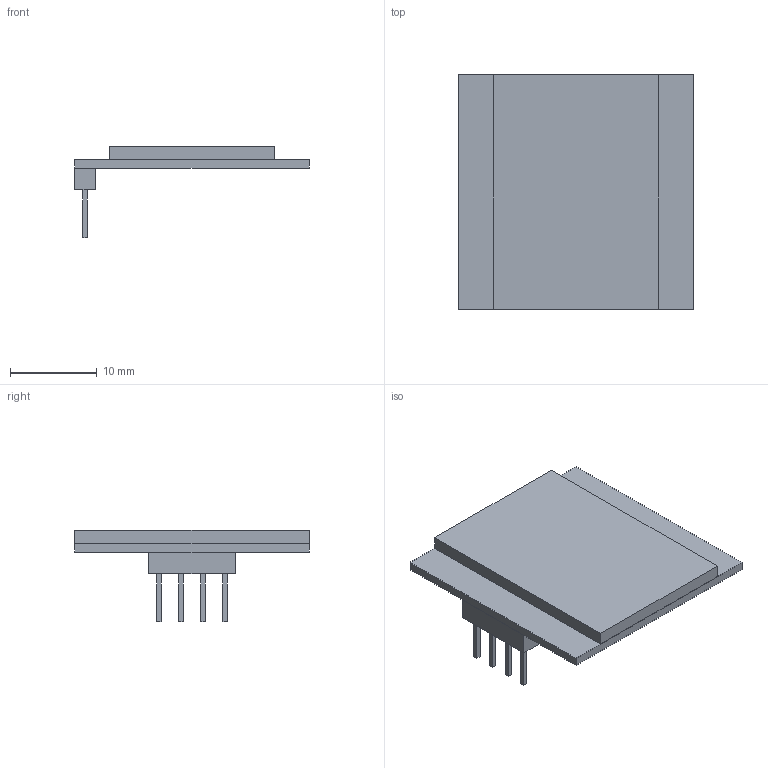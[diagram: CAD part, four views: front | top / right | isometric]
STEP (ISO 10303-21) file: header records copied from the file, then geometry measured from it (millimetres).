
FILE_DESCRIPTION(/* description */ (''),/* implementation_level */ '2;1');
FILE_NAME(/* name */ '3CM-SCREEN v7.step',/* time_stamp */ '2022-07-01T14:49:11-07:00',/* author */ (''),/* organization */ (''),/* preprocessor_version */ 'ST-DEVELOPER v19',/* originating_system */ 'Autodesk Translation Framework v11.7.0.108',/* authorisation */ '');
FILE_SCHEMA (('AUTOMOTIVE_DESIGN { 1 0 10303 214 3 1 1 }'));
Length unit declared in the file: millimetre
Products named in the file (1): 3CM-SCREEN
Bounding box: 27 x 27 x 10.5 mm (x, y, z)
Volume: 1564 mm3; surface area: 2886 mm2
Topology: 7 solids, 7 shells, 42 faces, 84 edges, 56 vertices
Faces by surface type: plane 42
Entity records: 1123 total; most frequent: CARTESIAN_POINT 183, DIRECTION 170, ORIENTED_EDGE 168, LINE 84, VECTOR 84, EDGE_CURVE 84, VERTEX_POINT 56, AXIS2_PLACEMENT_3D 43
